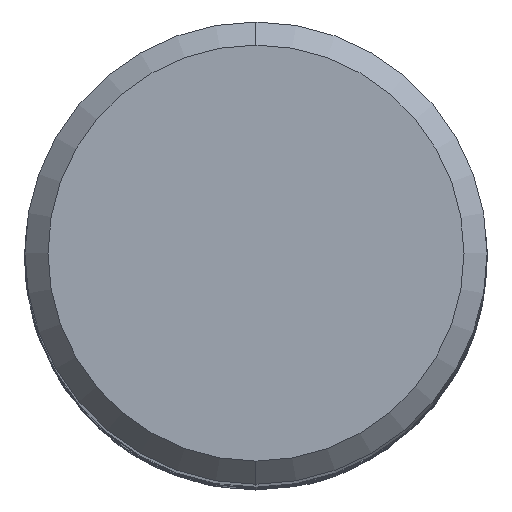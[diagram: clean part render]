
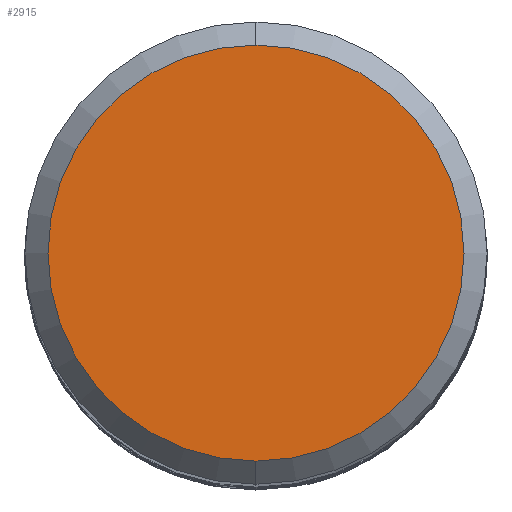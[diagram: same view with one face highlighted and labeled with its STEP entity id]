
A CAD part, top view. The second image highlights one B-rep face of the part: STEP entity #2915.
In plain terms, the highlighted planar face has unit normal (0, 0, 1).
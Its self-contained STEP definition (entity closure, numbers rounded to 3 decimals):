
#1685=VERTEX_POINT('',#4179);
#1941=EDGE_CURVE('',#2635,#1685,#4468,.T.);
#2521=EDGE_CURVE('',#1685,#2635,#5097,.T.);
#2635=VERTEX_POINT('',#5221);
#2915=ADVANCED_FACE('',(#5518),#5519,.T.);
#4179=CARTESIAN_POINT('',(0.,-9.0,0.0));
#4468=CIRCLE('',#18491,9.0);
#5097=CIRCLE('',#26287,9.0);
#5221=CARTESIAN_POINT('',(0.0,9.0,0.0));
#5518=FACE_OUTER_BOUND('',#30422,.T.);
#5519=PLANE('',#30423);
#18491=AXIS2_PLACEMENT_3D('',#41568,#41569,#41570);
#26287=AXIS2_PLACEMENT_3D('',#42274,#42275,#42276);
#30422=EDGE_LOOP('',(#42650,#42651));
#30423=AXIS2_PLACEMENT_3D('',#42652,#42653,#42654);
#41568=CARTESIAN_POINT('',(0.0,0.0,0.0));
#41569=DIRECTION('',(0.0,0.0,-1.0));
#41570=DIRECTION('',(0.0,1.0,0.0));
#42274=CARTESIAN_POINT('',(0.0,0.0,0.0));
#42275=DIRECTION('',(0.0,0.0,-1.0));
#42276=DIRECTION('',(0.0,1.0,0.0));
#42650=ORIENTED_EDGE('',*,*,#1941,.F.);
#42651=ORIENTED_EDGE('',*,*,#2521,.F.);
#42652=CARTESIAN_POINT('',(0.0,4.5,0.0));
#42653=DIRECTION('',(-0.0,0.0,1.0));
#42654=DIRECTION('',(0.0,-1.0,0.0));
